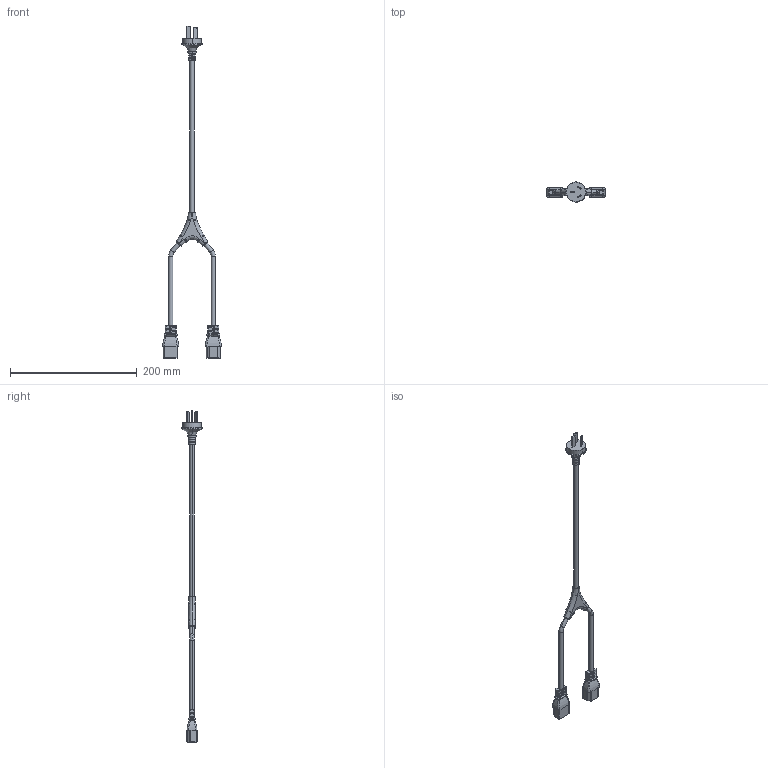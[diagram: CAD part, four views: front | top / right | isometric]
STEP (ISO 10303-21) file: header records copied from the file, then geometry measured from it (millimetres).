
FILE_DESCRIPTION (( 'STEP AP203' ), '1' );
FILE_NAME ('CPCI2C13-10A-2M_3D.STEP', '2022-04-26T18:26:34', ( '' ), ( '' ), 'SwSTEP 2.0', 'SolidWorks 2021', '' );
FILE_SCHEMA (( 'CONFIG_CONTROL_DESIGN' ));
Length unit declared in the file: inch
Products named in the file (6): F-068 CBL JUNCTION Y-SHAPE; H05VV-F 3G Cord (for 44-430-02M); SF-132 TYPE I 3-BLADE (AUS) PWR PLUG; SF-82 IEC 320 C13 FEM PWR PLUG; CPCI2C13-10A-2M_3D; H05VV-F 3G Cord (for 44-423-02M)
Assembly tree (7 placements, depth 2):
  CPCI2C13-10A-2M_3D
    SF-132 TYPE I 3-BLADE (AUS) PWR PLUG
    H05VV-F 3G Cord (for 44-423-02M)
    F-068 CBL JUNCTION Y-SHAPE
    H05VV-F 3G Cord (for 44-430-02M)  x2
    SF-82 IEC 320 C13 FEM PWR PLUG  x2
Bounding box: 92.86 x 32 x 524.59 mm (x, y, z)
Volume: 61904.9 mm3; surface area: 34962.5 mm2
Topology: 13 solids, 13 shells, 594 faces, 1520 edges, 956 vertices
Faces by surface type: plane 238, cylinder 214, bspline 104, torus 38
Entity records: 16608 total; most frequent: CARTESIAN_POINT 7241, ORIENTED_EDGE 1916, DIRECTION 1658, EDGE_CURVE 958, AXIS2_PLACEMENT_3D 607, VERTEX_POINT 605, LINE 444, VECTOR 444
